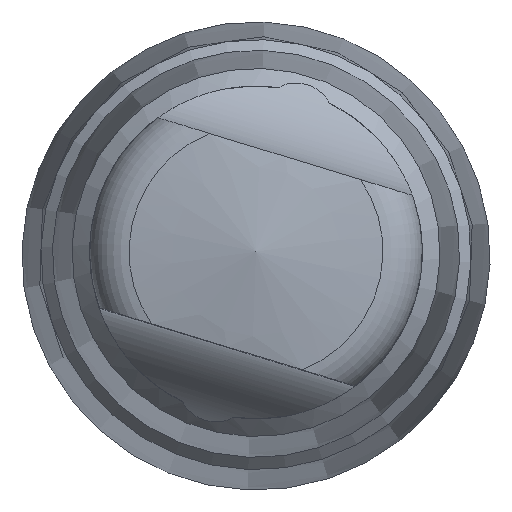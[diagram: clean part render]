
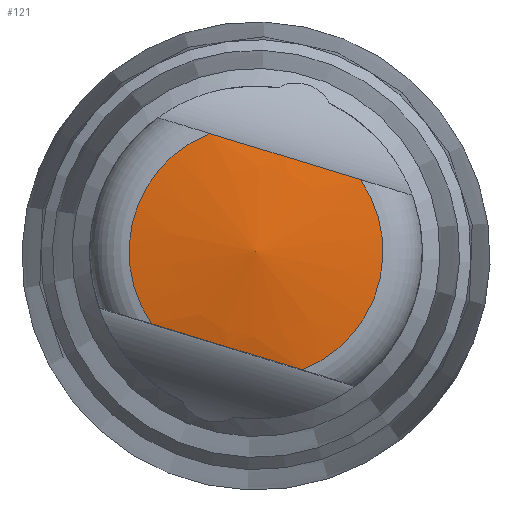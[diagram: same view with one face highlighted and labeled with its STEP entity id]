
A CAD part, top view. The second image highlights one B-rep face of the part: STEP entity #121.
In plain terms, the highlighted conical face has half-angle 82 degrees and reference radius 3.317 mm.
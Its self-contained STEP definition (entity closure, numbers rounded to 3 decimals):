
#64=VERTEX_LOOP('',#282);
#74=CONICAL_SURFACE('',#421,3.317,82.);
#100=FACE_BOUND('',#170,.T.);
#101=FACE_BOUND('',#64,.T.);
#121=ADVANCED_FACE('',(#100,#101),#74,.T.);
#170=EDGE_LOOP('',(#225,#226,#227,#228));
#225=ORIENTED_EDGE('',*,*,#316,.F.);
#226=ORIENTED_EDGE('',*,*,#293,.T.);
#227=ORIENTED_EDGE('',*,*,#317,.F.);
#228=ORIENTED_EDGE('',*,*,#314,.T.);
#261=VERTEX_POINT('',#607);
#262=VERTEX_POINT('',#614);
#280=VERTEX_POINT('',#752);
#281=VERTEX_POINT('',#754);
#282=VERTEX_POINT('',#780);
#293=EDGE_CURVE('',#261,#262,#324,.T.);
#314=EDGE_CURVE('',#281,#280,#338,.T.);
#316=EDGE_CURVE('',#261,#280,#358,.T.);
#317=EDGE_CURVE('',#281,#262,#359,.T.);
#324=CIRCLE('',#393,3.317);
#338=CIRCLE('',#419,3.317);
#358=B_SPLINE_CURVE_WITH_KNOTS('',3,(#772,#773,#774,#775),.UNSPECIFIED.,
 .F.,.F.,(4,4),(0.,1.),.UNSPECIFIED.);
#359=B_SPLINE_CURVE_WITH_KNOTS('',3,(#776,#777,#778,#779),.UNSPECIFIED.,
 .F.,.F.,(4,4),(0.,1.),.UNSPECIFIED.);
#393=AXIS2_PLACEMENT_3D('',#615,#454,#455);
#419=AXIS2_PLACEMENT_3D('',#753,#508,#509);
#421=AXIS2_PLACEMENT_3D('',#781,#512,#513);
#454=DIRECTION('',(0.,0.,1.));
#455=DIRECTION('',(0.978,-0.209,0.));
#508=DIRECTION('',(0.,0.,1.));
#509=DIRECTION('',(0.978,-0.209,0.));
#512=DIRECTION('',(0.,0.,-1.));
#513=DIRECTION('',(0.978,-0.209,0.));
#607=CARTESIAN_POINT('',(1.21,-3.088,61.534));
#614=CARTESIAN_POINT('',(2.73,1.885,61.534));
#615=CARTESIAN_POINT('',(0.,0.,61.534));
#752=CARTESIAN_POINT('',(-2.73,-1.885,61.534));
#753=CARTESIAN_POINT('',(0.,0.,61.534));
#754=CARTESIAN_POINT('',(-1.21,3.088,61.534));
#772=CARTESIAN_POINT('',(1.21,-3.088,61.534));
#773=CARTESIAN_POINT('',(-0.102,-2.688,61.654));
#774=CARTESIAN_POINT('',(-1.417,-2.286,61.654));
#775=CARTESIAN_POINT('',(-2.73,-1.885,61.534));
#776=CARTESIAN_POINT('',(-1.21,3.088,61.534));
#777=CARTESIAN_POINT('',(0.102,2.688,61.654));
#778=CARTESIAN_POINT('',(1.417,2.286,61.654));
#779=CARTESIAN_POINT('',(2.73,1.885,61.534));
#780=CARTESIAN_POINT('',(0.,0.,62.));
#781=CARTESIAN_POINT('',(0.,0.,61.534));
